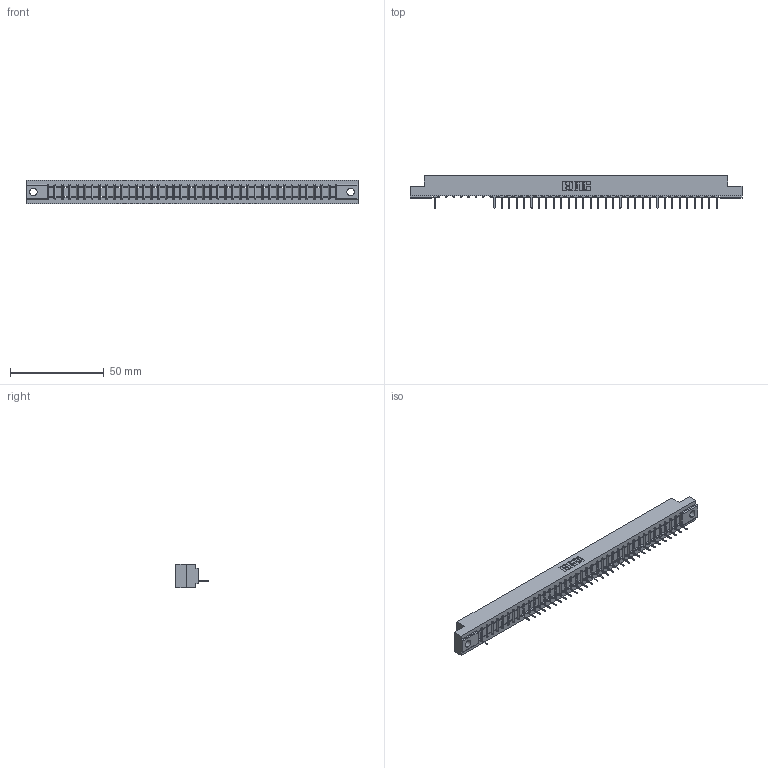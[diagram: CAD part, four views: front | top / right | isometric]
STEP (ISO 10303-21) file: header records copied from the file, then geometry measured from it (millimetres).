
FILE_DESCRIPTION (( 'STEP AP203' ), '1' );
FILE_NAME ('307-039-531-104.STEP', '2018-08-05T12:30:53', ( '' ), ( '' ), 'SwSTEP 2.0', 'SolidWorks 2016', '' );
FILE_SCHEMA (( 'CONFIG_CONTROL_DESIGN' ));
Length unit declared in the file: inch
Products named in the file (3): 307 Part_.156 Dia Mounting Holes; 307-290-001_531; 307-039-531-104
Assembly tree (33 placements, depth 2):
  307-039-531-104
    307 Part_.156 Dia Mounting Holes
    307-290-001_531  x32
Bounding box: 177.55 x 17.42 x 12.7 mm (x, y, z)
Volume: 18148.2 mm3; surface area: 17968.3 mm2
Topology: 33 solids, 33 shells, 2104 faces, 5991 edges, 3842 vertices
Faces by surface type: plane 1352, cylinder 672, sphere 80
Entity records: 33966 total; most frequent: CARTESIAN_POINT 5755, ORIENTED_EDGE 5746, DIRECTION 5583, EDGE_CURVE 2873, VECTOR 2211, LINE 2211, VERTEX_POINT 1858, AXIS2_PLACEMENT_3D 1686
